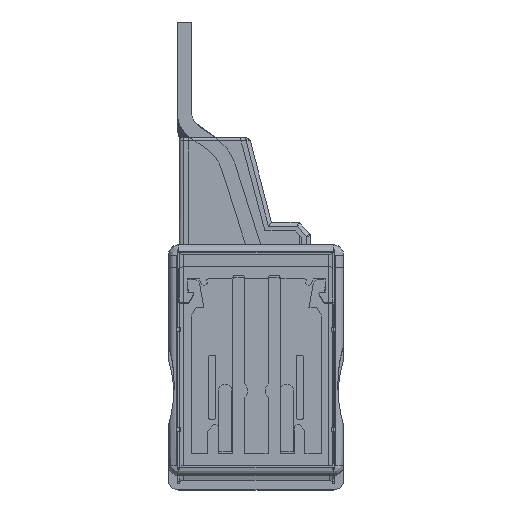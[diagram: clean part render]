
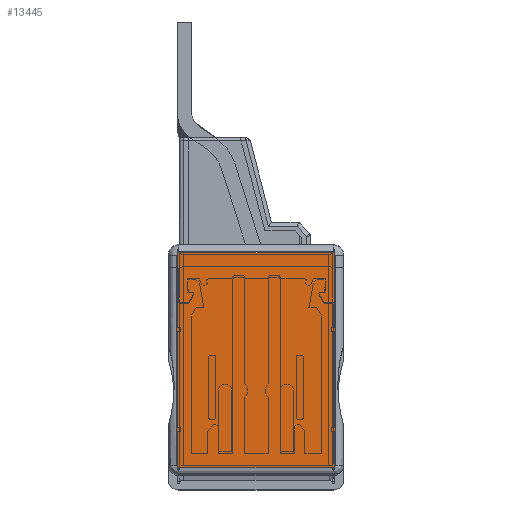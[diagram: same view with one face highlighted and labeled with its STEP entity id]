
A CAD part, top view. The second image highlights one B-rep face of the part: STEP entity #13445.
In plain terms, the highlighted planar face has unit normal (0, 0, 1).
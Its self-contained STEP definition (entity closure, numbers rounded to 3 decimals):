
#2232=B_SPLINE_CURVE_WITH_KNOTS('',3,(#316832,#316833,#316834,#316835,#316836,
#316837),.UNSPECIFIED.,.F.,.F.,(4,2,4),(0.,0.5,1.),.UNSPECIFIED.);
#2233=B_SPLINE_CURVE_WITH_KNOTS('',3,(#316840,#316841,#316842,#316843),
 .UNSPECIFIED.,.F.,.F.,(4,4),(0.,1.),.UNSPECIFIED.);
#2234=B_SPLINE_CURVE_WITH_KNOTS('',3,(#316845,#316846,#316847,#316848,#316849,
#316850,#316851,#316852),.UNSPECIFIED.,.F.,.F.,(4,1,1,1,1,4),(0.,0.2,0.4,
0.6,0.8,1.),.UNSPECIFIED.);
#2235=B_SPLINE_CURVE_WITH_KNOTS('',3,(#316853,#316854,#316855,#316856,#316857,
#316858,#316859,#316860),.UNSPECIFIED.,.F.,.F.,(4,1,1,1,1,4),(0.,0.2,0.4,
0.6,0.8,1.),.UNSPECIFIED.);
#2236=B_SPLINE_CURVE_WITH_KNOTS('',3,(#316862,#316863,#316864,#316865),
 .UNSPECIFIED.,.F.,.F.,(4,4),(0.,1.),.UNSPECIFIED.);
#2237=B_SPLINE_CURVE_WITH_KNOTS('',3,(#316867,#316868,#316869,#316870),
 .UNSPECIFIED.,.F.,.F.,(4,4),(0.,1.),.UNSPECIFIED.);
#4499=PLANE('',#235234);
#13445=ADVANCED_FACE('',(#27938),#4499,.F.);
#27938=FACE_OUTER_BOUND('',#39740,.T.);
#39740=EDGE_LOOP('',(#112084,#112085,#112086,#112087,#112088,#112089,#112090,
#112091));
#53214=LINE('',#316830,#80957);
#53215=LINE('',#316872,#80958);
#80957=VECTOR('',#254792,1.);
#80958=VECTOR('',#254795,1.);
#112084=ORIENTED_EDGE('',*,*,#199047,.F.);
#112085=ORIENTED_EDGE('',*,*,#199048,.T.);
#112086=ORIENTED_EDGE('',*,*,#199049,.T.);
#112087=ORIENTED_EDGE('',*,*,#199046,.T.);
#112088=ORIENTED_EDGE('',*,*,#199050,.T.);
#112089=ORIENTED_EDGE('',*,*,#199051,.F.);
#112090=ORIENTED_EDGE('',*,*,#199052,.T.);
#112091=ORIENTED_EDGE('',*,*,#199053,.T.);
#175911=VERTEX_POINT('',#316827);
#175912=VERTEX_POINT('',#316829);
#175913=VERTEX_POINT('',#316838);
#175914=VERTEX_POINT('',#316839);
#175915=VERTEX_POINT('',#316844);
#175916=VERTEX_POINT('',#316861);
#175917=VERTEX_POINT('',#316866);
#175918=VERTEX_POINT('',#316871);
#199046=EDGE_CURVE('',#175911,#175912,#53214,.T.);
#199047=EDGE_CURVE('',#175913,#175914,#2232,.T.);
#199048=EDGE_CURVE('',#175913,#175915,#2233,.T.);
#199049=EDGE_CURVE('',#175915,#175911,#2234,.T.);
#199050=EDGE_CURVE('',#175912,#175916,#2235,.T.);
#199051=EDGE_CURVE('',#175917,#175916,#2236,.T.);
#199052=EDGE_CURVE('',#175917,#175918,#2237,.T.);
#199053=EDGE_CURVE('',#175918,#175914,#53215,.T.);
#235234=AXIS2_PLACEMENT_3D('',#316873,#254796,#254797);
#254792=DIRECTION('',(-1.,0.,0.));
#254795=DIRECTION('',(1.,0.,0.));
#254796=DIRECTION('',(0.,0.,-1.));
#254797=DIRECTION('',(1.,0.,0.));
#316827=CARTESIAN_POINT('',(-3.03,14.285,1416.465));
#316829=CARTESIAN_POINT('',(-22.33,14.285,1416.465));
#316830=CARTESIAN_POINT('',(-3.03,14.285,1416.465));
#316832=CARTESIAN_POINT('',(-2.736,-12.315,1416.465));
#316833=CARTESIAN_POINT('',(-2.763,-12.37,1416.465));
#316834=CARTESIAN_POINT('',(-2.774,-12.409,1416.465));
#316835=CARTESIAN_POINT('',(-2.952,-12.525,1416.465));
#316836=CARTESIAN_POINT('',(-3.013,-12.515,1416.465));
#316837=CARTESIAN_POINT('',(-3.026,-12.515,1416.465));
#316838=CARTESIAN_POINT('',(-2.736,-12.315,1416.465));
#316839=CARTESIAN_POINT('',(-3.026,-12.515,1416.465));
#316840=CARTESIAN_POINT('',(-2.736,-12.315,1416.465));
#316841=CARTESIAN_POINT('',(-2.734,-3.548,1416.465));
#316842=CARTESIAN_POINT('',(-2.732,5.219,1416.465));
#316843=CARTESIAN_POINT('',(-2.73,13.985,1416.465));
#316844=CARTESIAN_POINT('',(-2.73,13.985,1416.465));
#316845=CARTESIAN_POINT('',(-2.73,13.985,1416.465));
#316846=CARTESIAN_POINT('',(-2.73,14.018,1416.465));
#316847=CARTESIAN_POINT('',(-2.74,14.08,1416.465));
#316848=CARTESIAN_POINT('',(-2.785,14.166,1416.465));
#316849=CARTESIAN_POINT('',(-2.853,14.233,1416.465));
#316850=CARTESIAN_POINT('',(-2.938,14.275,1416.465));
#316851=CARTESIAN_POINT('',(-2.998,14.285,1416.465));
#316852=CARTESIAN_POINT('',(-3.03,14.285,1416.465));
#316853=CARTESIAN_POINT('',(-22.33,14.285,1416.465));
#316854=CARTESIAN_POINT('',(-22.362,14.285,1416.465));
#316855=CARTESIAN_POINT('',(-22.422,14.275,1416.465));
#316856=CARTESIAN_POINT('',(-22.507,14.233,1416.465));
#316857=CARTESIAN_POINT('',(-22.575,14.166,1416.465));
#316858=CARTESIAN_POINT('',(-22.62,14.08,1416.465));
#316859=CARTESIAN_POINT('',(-22.63,14.018,1416.465));
#316860=CARTESIAN_POINT('',(-22.63,13.985,1416.465));
#316861=CARTESIAN_POINT('',(-22.63,13.985,1416.465));
#316862=CARTESIAN_POINT('',(-22.625,-12.315,1416.465));
#316863=CARTESIAN_POINT('',(-22.626,-3.548,1416.465));
#316864=CARTESIAN_POINT('',(-22.628,5.219,1416.465));
#316865=CARTESIAN_POINT('',(-22.63,13.985,1416.465));
#316866=CARTESIAN_POINT('',(-22.625,-12.315,1416.465));
#316867=CARTESIAN_POINT('',(-22.625,-12.315,1416.465));
#316868=CARTESIAN_POINT('',(-22.562,-12.443,1416.465));
#316869=CARTESIAN_POINT('',(-22.46,-12.515,1416.465));
#316870=CARTESIAN_POINT('',(-22.334,-12.515,1416.465));
#316871=CARTESIAN_POINT('',(-22.334,-12.515,1416.465));
#316872=CARTESIAN_POINT('',(-22.334,-12.515,1416.465));
#316873=CARTESIAN_POINT('',(-22.33,-16.115,1416.465));
